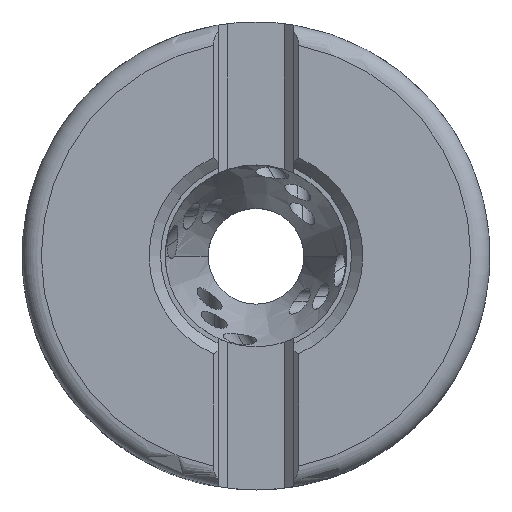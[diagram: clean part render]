
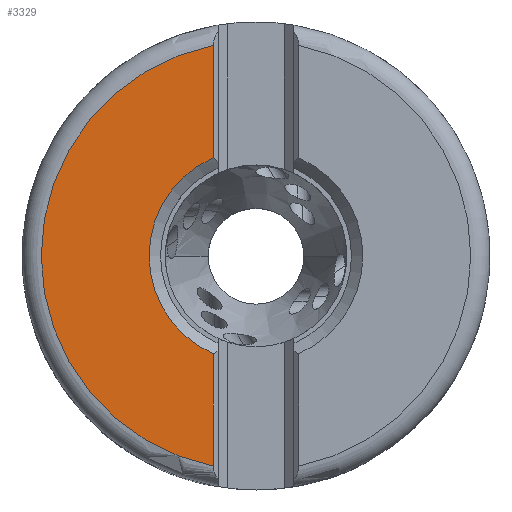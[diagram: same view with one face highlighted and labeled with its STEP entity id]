
A CAD part, top view. The second image highlights one B-rep face of the part: STEP entity #3329.
In plain terms, the highlighted planar face has unit normal (0, 0, 1).
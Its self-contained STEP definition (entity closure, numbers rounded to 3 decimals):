
#904=PLANE('',#17397);
#1551=LINE('',#38032,#2398);
#1552=LINE('',#38054,#2399);
#2398=VECTOR('',#20743,1.);
#2399=VECTOR('',#20756,1.);
#3329=ADVANCED_FACE('',(#4291),#904,.T.);
#4291=FACE_OUTER_BOUND('',#5191,.T.);
#5191=EDGE_LOOP('',(#9767,#9768,#9769,#9770));
#5816=CIRCLE('',#17388,22.5);
#5817=CIRCLE('',#17391,11.2);
#9767=ORIENTED_EDGE('',*,*,#14579,.F.);
#9768=ORIENTED_EDGE('',*,*,#14577,.T.);
#9769=ORIENTED_EDGE('',*,*,#14575,.F.);
#9770=ORIENTED_EDGE('',*,*,#14583,.T.);
#12306=VERTEX_POINT('',#38007);
#12307=VERTEX_POINT('',#38009);
#12308=VERTEX_POINT('',#38033);
#12309=VERTEX_POINT('',#38042);
#14575=EDGE_CURVE('',#12306,#12307,#5816,.T.);
#14577=EDGE_CURVE('',#12308,#12307,#1551,.T.);
#14579=EDGE_CURVE('',#12308,#12309,#5817,.T.);
#14583=EDGE_CURVE('',#12306,#12309,#1552,.T.);
#17388=AXIS2_PLACEMENT_3D('',#38008,#20739,#20740);
#17391=AXIS2_PLACEMENT_3D('',#38041,#20746,#20747);
#17397=AXIS2_PLACEMENT_3D('',#38056,#20759,#20760);
#20739=DIRECTION('',(0.,0.,-1.));
#20740=DIRECTION('',(-0.199,-0.98,0.));
#20743=DIRECTION('',(0.,1.,0.));
#20746=DIRECTION('',(0.,0.,1.));
#20747=DIRECTION('',(-0.399,0.917,0.));
#20756=DIRECTION('',(0.,1.,0.));
#20759=DIRECTION('',(0.,0.,1.));
#20760=DIRECTION('',(0.,-1.,0.));
#38007=CARTESIAN_POINT('',(-4.47,-22.052,0.));
#38008=CARTESIAN_POINT('',(0.,0.,0.));
#38009=CARTESIAN_POINT('',(-4.47,22.052,0.));
#38032=CARTESIAN_POINT('',(-4.47,10.269,0.));
#38033=CARTESIAN_POINT('',(-4.47,10.269,0.));
#38041=CARTESIAN_POINT('',(0.,0.,0.));
#38042=CARTESIAN_POINT('',(-4.47,-10.269,0.));
#38054=CARTESIAN_POINT('',(-4.47,-22.052,0.));
#38056=CARTESIAN_POINT('',(-13.485,0.,0.));
